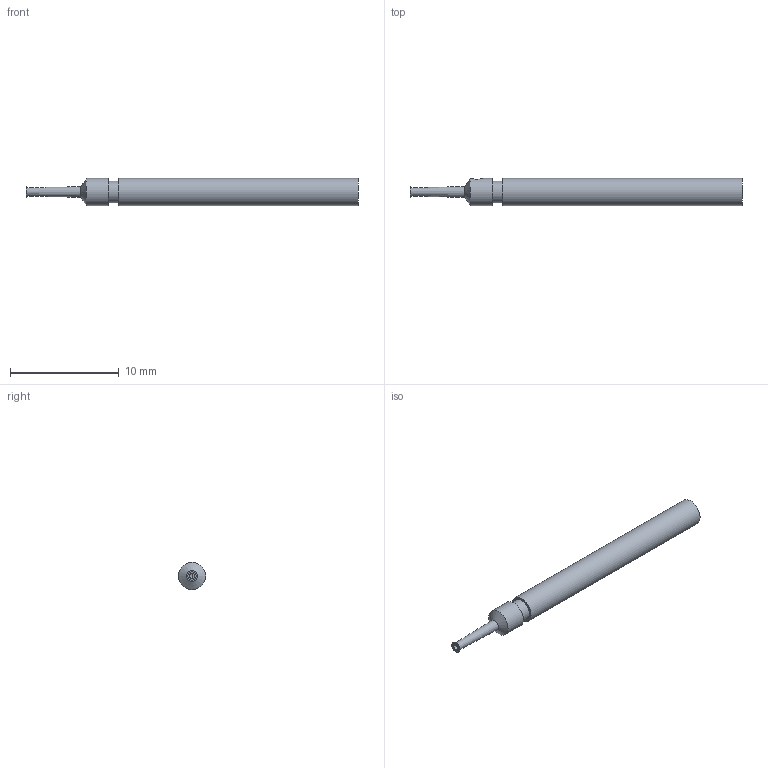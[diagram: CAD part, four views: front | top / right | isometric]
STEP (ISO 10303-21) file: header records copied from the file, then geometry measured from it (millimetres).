
FILE_DESCRIPTION(/* description */ (''),/* implementation_level */ '2;1');
FILE_NAME(/* name */ 'PUNCH.step',/* time_stamp */ '2020-10-12T11:39:00+02:00',/* author */ (''),/* organization */ (''),/* preprocessor_version */ 'ST-DEVELOPER v18.1',/* originating_system */ 'Autodesk Translation Framework v9.3.0.1241',/* authorisation */ '');
FILE_SCHEMA (('AUTOMOTIVE_DESIGN { 1 0 10303 214 3 1 1 }'));
Length unit declared in the file: millimetre
Products named in the file (1): Pièce à main V15
Bounding box: 30.55 x 2.5 x 2.5 mm (x, y, z)
Volume: 123.2 mm3; surface area: 235.7 mm2
Topology: 1 solids, 1 shells, 15 faces, 29 edges, 19 vertices
Faces by surface type: plane 7, cylinder 6, cone 2
Full cylindrical faces by diameter (mm): 0.5 x1, 1 x1, 1.012 x1, 2 x1, 2.5 x2
Entity records: 546 total; most frequent: CARTESIAN_POINT 116, DIRECTION 73, ORIENTED_EDGE 58, AXIS2_PLACEMENT_3D 31, EDGE_CURVE 29, EDGE_LOOP 20, VERTEX_POINT 19, FACE_OUTER_BOUND 15
